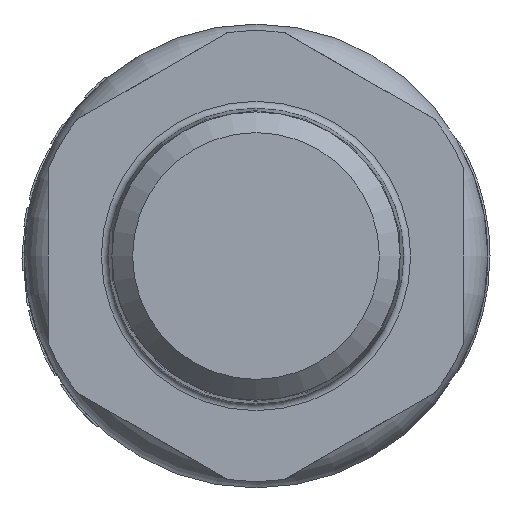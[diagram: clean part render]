
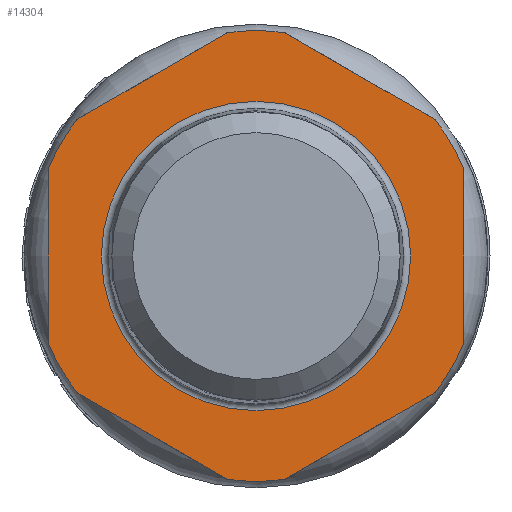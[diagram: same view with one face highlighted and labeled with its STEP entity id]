
A CAD part, left-side view. The second image highlights one B-rep face of the part: STEP entity #14304.
In plain terms, the highlighted planar face has unit normal (-1, 0, 0).
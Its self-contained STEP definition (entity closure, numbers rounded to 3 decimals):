
#856=LINE('',#28194,#1431);
#857=LINE('',#28198,#1432);
#858=LINE('',#28202,#1433);
#859=LINE('',#28206,#1434);
#860=LINE('',#28210,#1435);
#861=LINE('',#28214,#1436);
#1431=VECTOR('',#18036,10.);
#1432=VECTOR('',#18039,10.);
#1433=VECTOR('',#18042,10.);
#1434=VECTOR('',#18045,10.);
#1435=VECTOR('',#18048,10.);
#1436=VECTOR('',#18051,10.);
#1831=PLANE('',#15415);
#1938=FACE_BOUND('',#3401,.T.);
#2613=FACE_OUTER_BOUND('',#3400,.T.);
#3400=EDGE_LOOP('',(#11577,#11578,#11579,#11580,#11581,#11582,#11583,#11584,
#11585,#11586,#11587,#11588));
#3401=EDGE_LOOP('',(#11589,#11590));
#4065=CIRCLE('',#15408,11.17);
#4066=CIRCLE('',#15409,11.17);
#4071=CIRCLE('',#15416,16.265);
#4072=CIRCLE('',#15417,16.265);
#4073=CIRCLE('',#15418,16.265);
#4074=CIRCLE('',#15419,16.265);
#4075=CIRCLE('',#15420,16.265);
#4076=CIRCLE('',#15421,16.265);
#6052=VERTEX_POINT('',#28177);
#6053=VERTEX_POINT('',#28179);
#6057=VERTEX_POINT('',#28192);
#6058=VERTEX_POINT('',#28193);
#6059=VERTEX_POINT('',#28195);
#6060=VERTEX_POINT('',#28197);
#6061=VERTEX_POINT('',#28199);
#6062=VERTEX_POINT('',#28201);
#6063=VERTEX_POINT('',#28203);
#6064=VERTEX_POINT('',#28205);
#6065=VERTEX_POINT('',#28207);
#6066=VERTEX_POINT('',#28209);
#6067=VERTEX_POINT('',#28211);
#6068=VERTEX_POINT('',#28213);
#7975=EDGE_CURVE('',#6052,#6053,#4065,.T.);
#7976=EDGE_CURVE('',#6053,#6052,#4066,.T.);
#7982=EDGE_CURVE('',#6057,#6058,#856,.T.);
#7983=EDGE_CURVE('',#6059,#6058,#4071,.T.);
#7984=EDGE_CURVE('',#6059,#6060,#857,.T.);
#7985=EDGE_CURVE('',#6061,#6060,#4072,.T.);
#7986=EDGE_CURVE('',#6061,#6062,#858,.T.);
#7987=EDGE_CURVE('',#6063,#6062,#4073,.T.);
#7988=EDGE_CURVE('',#6063,#6064,#859,.T.);
#7989=EDGE_CURVE('',#6065,#6064,#4074,.T.);
#7990=EDGE_CURVE('',#6065,#6066,#860,.T.);
#7991=EDGE_CURVE('',#6067,#6066,#4075,.T.);
#7992=EDGE_CURVE('',#6067,#6068,#861,.T.);
#7993=EDGE_CURVE('',#6057,#6068,#4076,.T.);
#11577=ORIENTED_EDGE('',*,*,#7982,.T.);
#11578=ORIENTED_EDGE('',*,*,#7983,.F.);
#11579=ORIENTED_EDGE('',*,*,#7984,.T.);
#11580=ORIENTED_EDGE('',*,*,#7985,.F.);
#11581=ORIENTED_EDGE('',*,*,#7986,.T.);
#11582=ORIENTED_EDGE('',*,*,#7987,.F.);
#11583=ORIENTED_EDGE('',*,*,#7988,.T.);
#11584=ORIENTED_EDGE('',*,*,#7989,.F.);
#11585=ORIENTED_EDGE('',*,*,#7990,.T.);
#11586=ORIENTED_EDGE('',*,*,#7991,.F.);
#11587=ORIENTED_EDGE('',*,*,#7992,.T.);
#11588=ORIENTED_EDGE('',*,*,#7993,.F.);
#11589=ORIENTED_EDGE('',*,*,#7976,.F.);
#11590=ORIENTED_EDGE('',*,*,#7975,.F.);
#14304=ADVANCED_FACE('',(#2613,#1938),#1831,.T.);
#15408=AXIS2_PLACEMENT_3D('',#28180,#18019,#18020);
#15409=AXIS2_PLACEMENT_3D('',#28181,#18021,#18022);
#15415=AXIS2_PLACEMENT_3D('',#28191,#18034,#18035);
#15416=AXIS2_PLACEMENT_3D('',#28196,#18037,#18038);
#15417=AXIS2_PLACEMENT_3D('',#28200,#18040,#18041);
#15418=AXIS2_PLACEMENT_3D('',#28204,#18043,#18044);
#15419=AXIS2_PLACEMENT_3D('',#28208,#18046,#18047);
#15420=AXIS2_PLACEMENT_3D('',#28212,#18049,#18050);
#15421=AXIS2_PLACEMENT_3D('',#28215,#18052,#18053);
#18019=DIRECTION('center_axis',(-1.,0.,0.));
#18020=DIRECTION('ref_axis',(0.,0.,
-1.));
#18021=DIRECTION('center_axis',(-1.,0.,0.));
#18022=DIRECTION('ref_axis',(0.,0.,
-1.));
#18034=DIRECTION('center_axis',(-1.,0.,0.));
#18035=DIRECTION('ref_axis',(0.,-1.,0.));
#18036=DIRECTION('',(0.,0.866,-0.5));
#18037=DIRECTION('center_axis',(1.,0.,0.));
#18038=DIRECTION('ref_axis',(0.,1.,0.));
#18039=DIRECTION('',(0.,0.,-1.));
#18040=DIRECTION('center_axis',(1.,0.,0.));
#18041=DIRECTION('ref_axis',(0.,1.,0.));
#18042=DIRECTION('',(0.,-0.866,-0.5));
#18043=DIRECTION('center_axis',(1.,0.,0.));
#18044=DIRECTION('ref_axis',(0.,1.,0.));
#18045=DIRECTION('',(0.,-0.866,0.5));
#18046=DIRECTION('center_axis',(1.,0.,0.));
#18047=DIRECTION('ref_axis',(0.,1.,0.));
#18048=DIRECTION('',(0.,0.,1.));
#18049=DIRECTION('center_axis',(1.,0.,0.));
#18050=DIRECTION('ref_axis',(0.,1.,0.));
#18051=DIRECTION('',(0.,0.866,0.5));
#18052=DIRECTION('center_axis',(1.,0.,0.));
#18053=DIRECTION('ref_axis',(0.,1.,0.));
#28177=CARTESIAN_POINT('',(-31.02,-11.17,0.));
#28179=CARTESIAN_POINT('',(-31.02,0.,11.17));
#28180=CARTESIAN_POINT('Origin',(-31.02,0.,0.));
#28181=CARTESIAN_POINT('Origin',(-31.02,0.,0.));
#28191=CARTESIAN_POINT('Origin',(-31.02,0.,16.265));
#28192=CARTESIAN_POINT('',(-31.02,2.054,16.135));
#28193=CARTESIAN_POINT('',(-31.02,12.946,9.846));
#28194=CARTESIAN_POINT('',(-31.02,1.255,16.596));
#28195=CARTESIAN_POINT('',(-31.02,15.,6.289));
#28196=CARTESIAN_POINT('Origin',(-31.02,0.,0.));
#28197=CARTESIAN_POINT('',(-31.02,15.,-6.289));
#28198=CARTESIAN_POINT('',(-31.02,15.,11.277));
#28199=CARTESIAN_POINT('',(-31.02,12.946,-9.846));
#28200=CARTESIAN_POINT('Origin',(-31.02,0.,0.));
#28201=CARTESIAN_POINT('',(-31.02,2.054,-16.135));
#28202=CARTESIAN_POINT('',(-31.02,13.745,-9.385));
#28203=CARTESIAN_POINT('',(-31.02,-2.054,-16.135));
#28204=CARTESIAN_POINT('Origin',(-31.02,0.,0.));
#28205=CARTESIAN_POINT('',(-31.02,-12.946,-9.846));
#28206=CARTESIAN_POINT('',(-31.02,-8.298,-12.529));
#28207=CARTESIAN_POINT('',(-31.02,-15.,-6.289));
#28208=CARTESIAN_POINT('Origin',(-31.02,0.,0.));
#28209=CARTESIAN_POINT('',(-31.02,-15.,6.289));
#28210=CARTESIAN_POINT('',(-31.02,-15.,4.988));
#28211=CARTESIAN_POINT('',(-31.02,-12.946,9.846));
#28212=CARTESIAN_POINT('Origin',(-31.02,0.,0.));
#28213=CARTESIAN_POINT('',(-31.02,-2.054,16.135));
#28214=CARTESIAN_POINT('',(-31.02,-6.702,13.451));
#28215=CARTESIAN_POINT('Origin',(-31.02,0.,0.));
